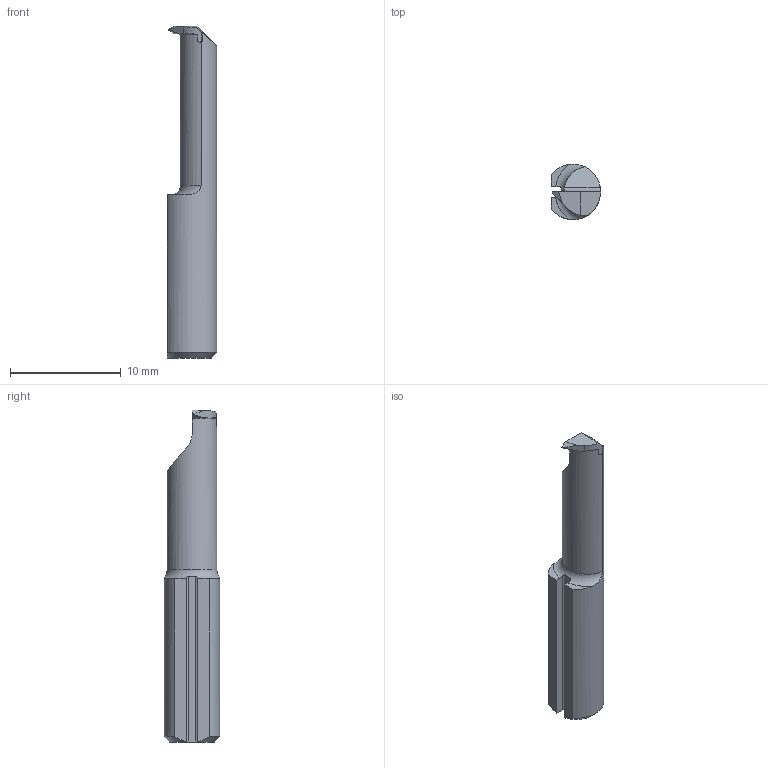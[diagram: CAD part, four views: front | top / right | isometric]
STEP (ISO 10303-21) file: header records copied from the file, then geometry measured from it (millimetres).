
FILE_DESCRIPTION (( 'STEP AP203' ), '1' );
FILE_NAME ('L005.0205-15.step', '2024-02-09T08:01:53', ( '' ), ( '' ), 'SwSTEP 2.0', 'SolidWorks 2022', '' );
FILE_SCHEMA (( 'CONFIG_CONTROL_DESIGN' ));
Length unit declared in the file: millimetre
Products named in the file (1): L005.0205-15
Bounding box: 4.45 x 5 x 30 mm (x, y, z)
Volume: 402.2 mm3; surface area: 448.9 mm2
Topology: 1 solids, 1 shells, 29 faces, 80 edges, 53 vertices
Faces by surface type: plane 18, cylinder 7, torus 3, cone 1
Entity records: 1059 total; most frequent: CARTESIAN_POINT 273, ORIENTED_EDGE 160, DIRECTION 133, EDGE_CURVE 80, VERTEX_POINT 53, AXIS2_PLACEMENT_3D 45, LINE 43, VECTOR 43
